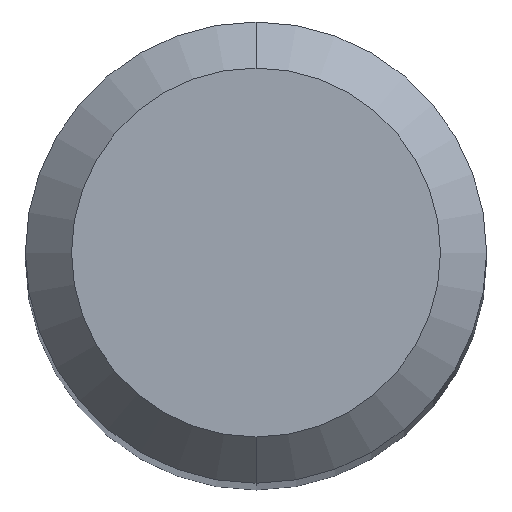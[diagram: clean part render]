
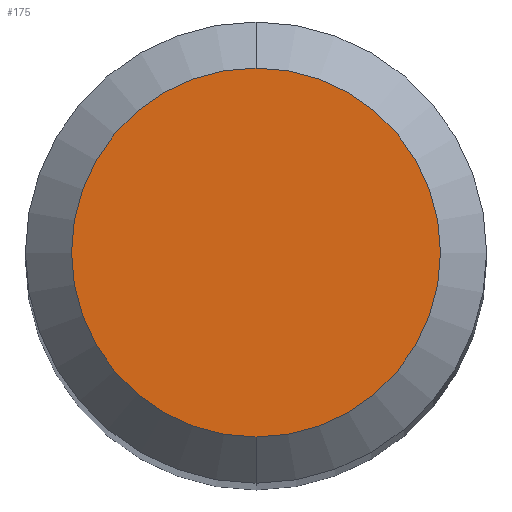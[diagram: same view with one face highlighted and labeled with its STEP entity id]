
A CAD part, top view. The second image highlights one B-rep face of the part: STEP entity #175.
In plain terms, the highlighted planar face has unit normal (0, 0, 1).
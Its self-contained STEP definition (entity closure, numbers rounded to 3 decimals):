
#133=EDGE_CURVE('',#177,#189,#271,.T.);
#175=ADVANCED_FACE('',(#318),#319,.T.);
#177=VERTEX_POINT('',#321);
#189=VERTEX_POINT('',#336);
#201=EDGE_CURVE('',#189,#177,#351,.T.);
#271=CIRCLE('',#430,1.2);
#318=FACE_OUTER_BOUND('',#492,.T.);
#319=PLANE('',#493);
#321=CARTESIAN_POINT('',(0.,-1.2,0.0));
#336=CARTESIAN_POINT('',(0.0,1.2,0.0));
#351=CIRCLE('',#528,1.2);
#430=AXIS2_PLACEMENT_3D('',#579,#580,#581);
#492=EDGE_LOOP('',(#641,#642));
#493=AXIS2_PLACEMENT_3D('',#643,#644,#645);
#528=AXIS2_PLACEMENT_3D('',#697,#698,#699);
#579=CARTESIAN_POINT('',(0.0,0.0,0.0));
#580=DIRECTION('',(0.0,0.0,-1.0));
#581=DIRECTION('',(0.0,1.0,0.0));
#641=ORIENTED_EDGE('',*,*,#201,.F.);
#642=ORIENTED_EDGE('',*,*,#133,.F.);
#643=CARTESIAN_POINT('',(0.0,0.6,0.0));
#644=DIRECTION('',(-0.0,0.0,1.0));
#645=DIRECTION('',(0.0,-1.0,0.0));
#697=CARTESIAN_POINT('',(0.0,0.0,0.0));
#698=DIRECTION('',(0.0,0.0,-1.0));
#699=DIRECTION('',(0.0,1.0,0.0));
